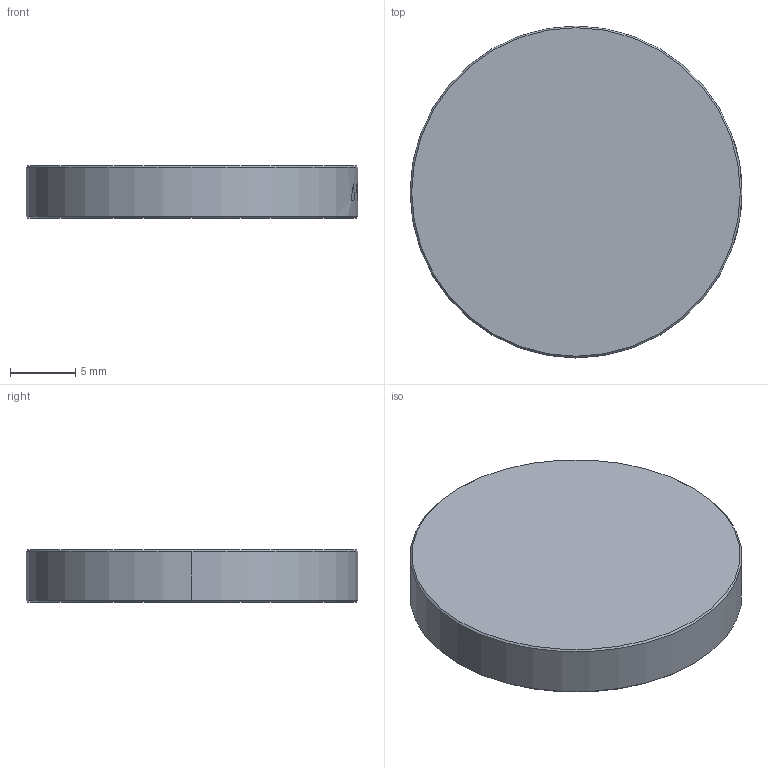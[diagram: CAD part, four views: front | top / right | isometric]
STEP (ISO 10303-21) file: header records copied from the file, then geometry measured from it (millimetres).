
FILE_DESCRIPTION (( 'STEP AP214' ), '1' );
FILE_NAME ('TTN208338-E0W.STEP', '2020-02-24T15:26:11', ( '' ), ( '' ), 'SwSTEP 2.0', 'SolidWorks 2018', '' );
FILE_SCHEMA (( 'AUTOMOTIVE_DESIGN' ));
Length unit declared in the file: inch
Products named in the file (1): TTN208338-E0W
Bounding box: 25.4 x 25.4 x 4 mm (x, y, z)
Volume: 2025.4 mm3; surface area: 1320.7 mm2
Topology: 1 solids, 1 shells, 24 faces, 109 edges, 93 vertices
Faces by surface type: cylinder 18, cone 4, plane 2
Entity records: 2186 total; most frequent: CARTESIAN_POINT 947, ORIENTED_EDGE 218, DIRECTION 154, EDGE_CURVE 109, VERTEX_POINT 93, AXIS2_PLACEMENT_3D 62, B_SPLINE_CURVE_WITH_KNOTS 42, CIRCLE 37
